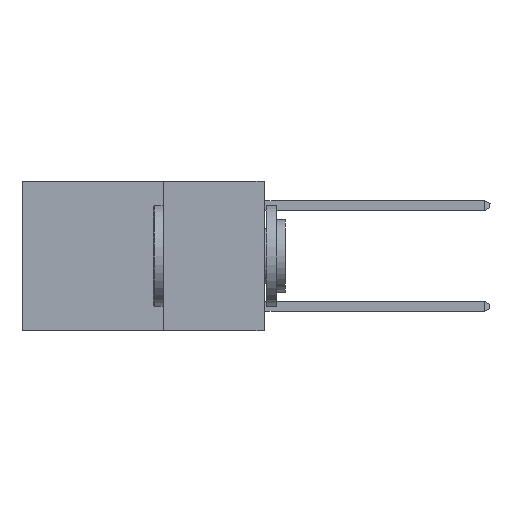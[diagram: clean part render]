
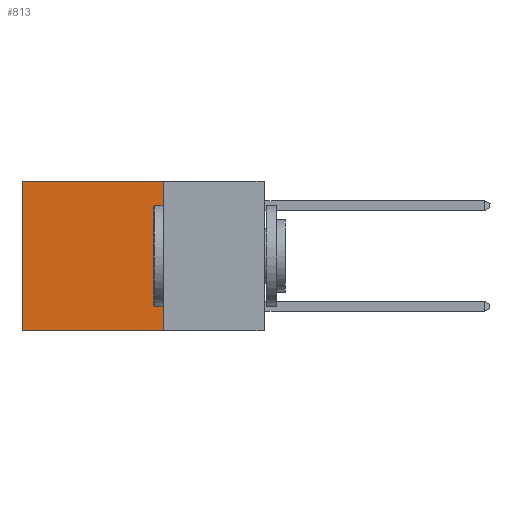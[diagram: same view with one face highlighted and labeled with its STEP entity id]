
A CAD part, left-side view. The second image highlights one B-rep face of the part: STEP entity #813.
In plain terms, the highlighted planar face has unit normal (-1, 0, 0).
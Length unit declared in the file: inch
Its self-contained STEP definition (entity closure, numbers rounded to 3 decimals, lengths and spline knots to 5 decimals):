
#243 = CARTESIAN_POINT ( 'NONE',  ( 0.2625, 0.6, 0. ) ) ;
#813 = ADVANCED_FACE ( 'NONE', ( #19948 ), #22302, .F. ) ;
#872 = DIRECTION ( 'NONE',  ( 0., 0., -1. ) ) ;
#2609 = ORIENTED_EDGE ( 'NONE', *, *, #19002, .F. ) ;
#2699 = EDGE_CURVE ( 'NONE', #4556, #6377, #13831, .T. ) ;
#3191 = CARTESIAN_POINT ( 'NONE',  ( 0.2625, 0.25, -0.37 ) ) ;
#3479 = EDGE_CURVE ( 'NONE', #4556, #23744, #3649, .T. ) ;
#3649 = LINE ( 'NONE', #8716, #17265 ) ;
#4556 = VERTEX_POINT ( 'NONE', #20472 ) ;
#5747 = CARTESIAN_POINT ( 'NONE',  ( 0.2625, 0.25, -0.37 ) ) ;
#6377 = VERTEX_POINT ( 'NONE', #3191 ) ;
#6822 = VECTOR ( 'NONE', #18723, 39.37008 ) ;
#8554 = VERTEX_POINT ( 'NONE', #13608 ) ;
#8716 = CARTESIAN_POINT ( 'NONE',  ( 0.2625, 0.25, 0. ) ) ;
#8931 = VECTOR ( 'NONE', #12145, 39.37008 ) ;
#9990 = EDGE_CURVE ( 'NONE', #23744, #8554, #16349, .T. ) ;
#10283 = CARTESIAN_POINT ( 'NONE',  ( 0.2625, 0.25, 0. ) ) ;
#10404 = ORIENTED_EDGE ( 'NONE', *, *, #9990, .T. ) ;
#10562 = DIRECTION ( 'NONE',  ( 0., 1., 0. ) ) ;
#12145 = DIRECTION ( 'NONE',  ( 0., 0., -1. ) ) ;
#13608 = CARTESIAN_POINT ( 'NONE',  ( 0.2625, 0.6, -0.37 ) ) ;
#13831 = LINE ( 'NONE', #10283, #8931 ) ;
#13869 = CARTESIAN_POINT ( 'NONE',  ( 0.2625, 0.6, 0. ) ) ;
#13984 = AXIS2_PLACEMENT_3D ( 'NONE', #22443, #22582, #22248 ) ;
#16349 = LINE ( 'NONE', #13869, #21227 ) ;
#17265 = VECTOR ( 'NONE', #10562, 39.37008 ) ;
#17323 = EDGE_LOOP ( 'NONE', ( #10404, #2609, #18335, #23459 ) ) ;
#18335 = ORIENTED_EDGE ( 'NONE', *, *, #2699, .F. ) ;
#18723 = DIRECTION ( 'NONE',  ( 0., 1., 0. ) ) ;
#19002 = EDGE_CURVE ( 'NONE', #6377, #8554, #20980, .T. ) ;
#19948 = FACE_OUTER_BOUND ( 'NONE', #17323, .T. ) ;
#20472 = CARTESIAN_POINT ( 'NONE',  ( 0.2625, 0.25, 0. ) ) ;
#20980 = LINE ( 'NONE', #5747, #6822 ) ;
#21227 = VECTOR ( 'NONE', #872, 39.37008 ) ;
#22248 = DIRECTION ( 'NONE',  ( 0., 0., -1. ) ) ;
#22302 = PLANE ( 'NONE',  #13984 ) ;
#22443 = CARTESIAN_POINT ( 'NONE',  ( 0.2625, 0.25, 0. ) ) ;
#22582 = DIRECTION ( 'NONE',  ( 1., 0., 0. ) ) ;
#23459 = ORIENTED_EDGE ( 'NONE', *, *, #3479, .T. ) ;
#23744 = VERTEX_POINT ( 'NONE', #243 ) ;
